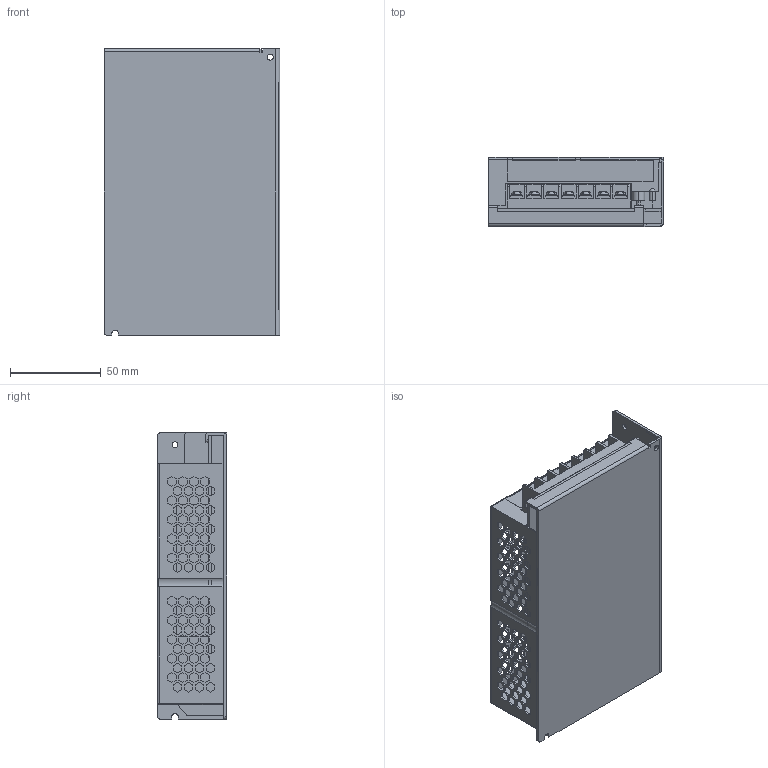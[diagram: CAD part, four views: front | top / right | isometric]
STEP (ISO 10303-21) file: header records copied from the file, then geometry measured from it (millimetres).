
FILE_DESCRIPTION (( 'STEP AP203' ), '1' );
FILE_NAME ('PSS 24-100.STEP', '2011-10-11T17:26:21', ( '.adc' ), ( '' ), 'SwSTEP 2.0', 'SolidWorks 2011', '' );
FILE_SCHEMA (( 'CONFIG_CONTROL_DESIGN' ));
Products named in the file (1): PSS 24-100
Bounding box: 97.03 x 38.13 x 157.99 mm (x, y, z)
Volume: 172515.8 mm3; surface area: 119319.8 mm2
Topology: 3 solids, 3 shells, 2250 faces, 6635 edges, 4412 vertices
Faces by surface type: plane 2101, cylinder 73, cone 35, bspline 24, torus 16, sphere 1
Entity records: 76231 total; most frequent: CARTESIAN_POINT 15102, ORIENTED_EDGE 13258, DIRECTION 11195, EDGE_CURVE 6629, VECTOR 6229, LINE 6229, VERTEX_POINT 4410, EDGE_LOOP 2861
